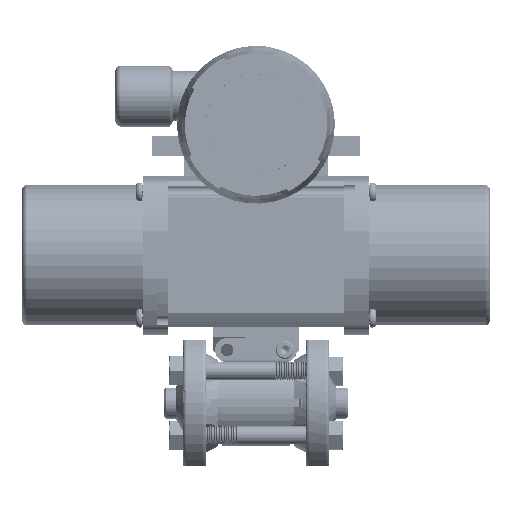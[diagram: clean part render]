
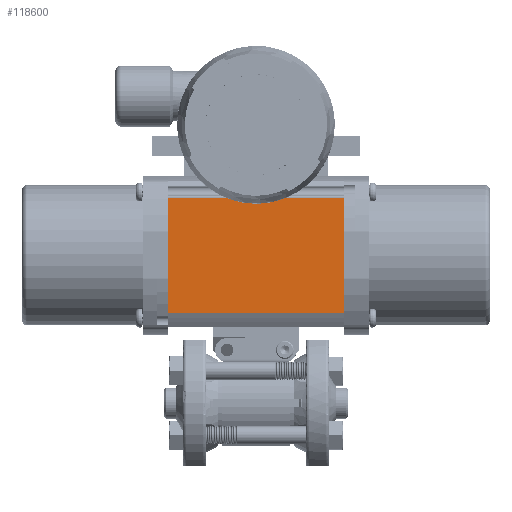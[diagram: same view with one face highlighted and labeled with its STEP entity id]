
A CAD part, top view. The second image highlights one B-rep face of the part: STEP entity #118600.
In plain terms, the highlighted planar face has unit normal (0, 0, 1).
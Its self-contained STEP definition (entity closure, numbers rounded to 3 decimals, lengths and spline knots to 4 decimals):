
#3565 = VECTOR ( 'NONE', #246954, 39.3701 ) ;
#4100 = EDGE_CURVE ( 'NONE', #68190, #243660, #220766, .T. ) ;
#7360 = CARTESIAN_POINT ( 'NONE',  ( -1.5275, 1.5679, 1.17 ) ) ;
#17373 = DIRECTION ( 'NONE',  ( 0., -1., 0. ) ) ;
#21883 = VERTEX_POINT ( 'NONE', #7360 ) ;
#23932 = FACE_OUTER_BOUND ( 'NONE', #41894, .T. ) ;
#33997 = CARTESIAN_POINT ( 'NONE',  ( 1.5275, 3.5621, 1.17 ) ) ;
#41894 = EDGE_LOOP ( 'NONE', ( #167082, #124456, #247107, #131802 ) ) ;
#51708 = PLANE ( 'NONE',  #228657 ) ;
#59446 = DIRECTION ( 'NONE',  ( -1., 0., 0. ) ) ;
#66084 = VECTOR ( 'NONE', #17373, 39.3701 ) ;
#68190 = VERTEX_POINT ( 'NONE', #33997 ) ;
#82199 = LINE ( 'NONE', #195038, #243036 ) ;
#90679 = DIRECTION ( 'NONE',  ( 0., -1., 0. ) ) ;
#118600 = ADVANCED_FACE ( 'NONE', ( #23932 ), #51708, .F. ) ;
#124456 = ORIENTED_EDGE ( 'NONE', *, *, #180467, .T. ) ;
#125203 = EDGE_CURVE ( 'NONE', #21883, #243660, #203839, .T. ) ;
#126427 = DIRECTION ( 'NONE',  ( 0., 1., 0. ) ) ;
#127469 = VECTOR ( 'NONE', #126427, 39.3701 ) ;
#127909 = CARTESIAN_POINT ( 'NONE',  ( -5.0403, 3.5694, 1.17 ) ) ;
#131802 = ORIENTED_EDGE ( 'NONE', *, *, #125203, .T. ) ;
#145851 = CARTESIAN_POINT ( 'NONE',  ( -1.5275, 3.5694, 1.17 ) ) ;
#167082 = ORIENTED_EDGE ( 'NONE', *, *, #4100, .F. ) ;
#171664 = CARTESIAN_POINT ( 'NONE',  ( 1.5275, 3.5694, 1.17 ) ) ;
#180467 = EDGE_CURVE ( 'NONE', #68190, #234367, #82199, .T. ) ;
#190723 = CARTESIAN_POINT ( 'NONE',  ( 1.5275, 1.5679, 1.17 ) ) ;
#195038 = CARTESIAN_POINT ( 'NONE',  ( -5.0403, 3.5621, 1.17 ) ) ;
#203839 = LINE ( 'NONE', #246127, #3565 ) ;
#206873 = DIRECTION ( 'NONE',  ( 0., 0., -1. ) ) ;
#210421 = CARTESIAN_POINT ( 'NONE',  ( -1.5275, 3.5621, 1.17 ) ) ;
#220766 = LINE ( 'NONE', #171664, #66084 ) ;
#224721 = LINE ( 'NONE', #145851, #127469 ) ;
#228055 = EDGE_CURVE ( 'NONE', #21883, #234367, #224721, .T. ) ;
#228657 = AXIS2_PLACEMENT_3D ( 'NONE', #127909, #206873, #90679 ) ;
#234367 = VERTEX_POINT ( 'NONE', #210421 ) ;
#243036 = VECTOR ( 'NONE', #59446, 39.3701 ) ;
#243660 = VERTEX_POINT ( 'NONE', #190723 ) ;
#246127 = CARTESIAN_POINT ( 'NONE',  ( -5.0403, 1.5679, 1.17 ) ) ;
#246954 = DIRECTION ( 'NONE',  ( 1., 0., 0. ) ) ;
#247107 = ORIENTED_EDGE ( 'NONE', *, *, #228055, .F. ) ;
